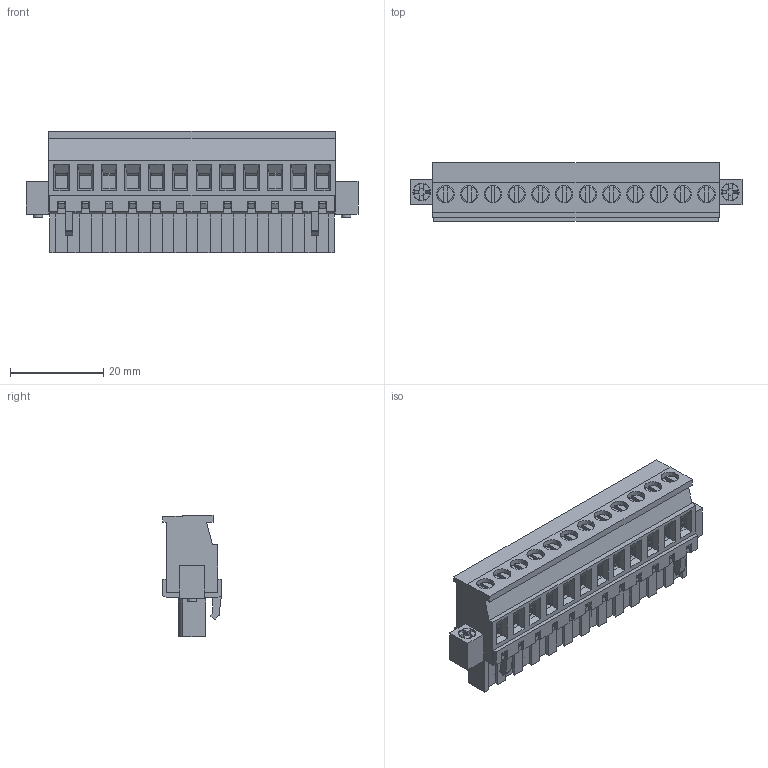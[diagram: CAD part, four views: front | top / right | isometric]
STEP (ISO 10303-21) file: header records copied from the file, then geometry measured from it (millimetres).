
FILE_DESCRIPTION( ( 'Unknown' ), '1' );
FILE_NAME( '691343510012.stp', 'Unknown', ( 'Unknown' ), ( 'Unknown' ), 'PSStep 18.0.17', 'Unknown', ' ' );
FILE_SCHEMA( ( 'AUTOMOTIVE_DESIGN { 1 0 10303 214 1 1 1 1 }' ) );
Length unit declared in the file: millimetre
Products named in the file (7): Assem1; 6913435100xx_CAGE; 6913435100xx; 6913435100xx_VIS; 6913435100xx_VIS_Flange; 691343510012; 691343510012_BAS
Assembly tree (40 placements, depth 2):
  Assem1
    6913435100xx_CAGE  x12
    6913435100xx  x12
    6913435100xx_VIS  x12
    6913435100xx_VIS_Flange  x2
    691343510012
    691343510012_BAS
Bounding box: 71.12 x 12.6 x 26 mm (x, y, z)
Volume: 9797.1 mm3; surface area: 22067.1 mm2
Topology: 40 solids, 40 shells, 2578 faces, 7121 edges, 4637 vertices
Faces by surface type: plane 1986, cylinder 512, torus 42, cone 38
Full cylindrical faces by diameter (mm): 1.5 x12, 2 x2, 2.2 x24, 2.4 x4, 2.7 x12, 2.9 x12, 3 x12, 3.5 x2, 3.75 x12, 3.8 x14
Entity records: 56006 total; most frequent: CARTESIAN_POINT 7982, ORIENTED_EDGE 7748, DIRECTION 7026, EDGE_CURVE 3874, LINE 3610, VECTOR 3610, VERTEX_POINT 2564, AXIS2_PLACEMENT_3D 1708
